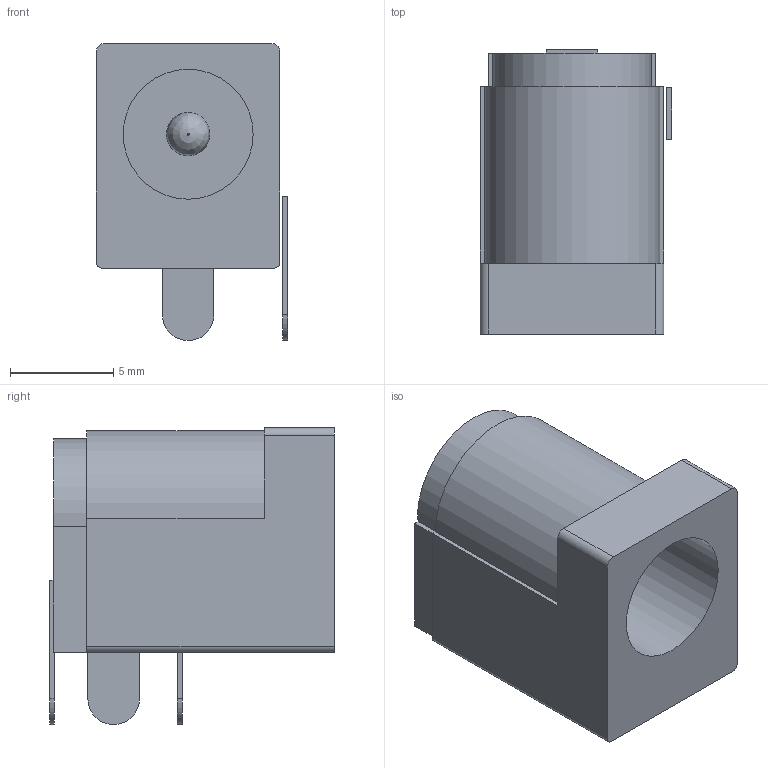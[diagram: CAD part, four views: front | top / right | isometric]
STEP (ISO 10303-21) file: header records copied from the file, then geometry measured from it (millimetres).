
FILE_DESCRIPTION(/* description */ (''),/* implementation_level */ '2;1');
FILE_NAME(/* name */ 'DC-Jack-2.1mm v1.step',/* time_stamp */ '2022-05-21T14:11:09-04:00',/* author */ (''),/* organization */ (''),/* preprocessor_version */ 'ST-DEVELOPER v18.1',/* originating_system */ 'Autodesk Translation Framework v10.10.0.1391',/* authorisation */ '');
FILE_SCHEMA (('AUTOMOTIVE_DESIGN { 1 0 10303 214 3 1 1 }'));
Length unit declared in the file: millimetre
Products named in the file (1): DC-Jack-2.1mm
Bounding box: 9.28 x 13.8 x 14.4 mm (x, y, z)
Volume: 913.3 mm3; surface area: 1020.2 mm2
Topology: 4 solids, 4 shells, 43 faces, 99 edges, 66 vertices
Faces by surface type: plane 31, cylinder 11, bspline 1
Full cylindrical faces by diameter (mm): 2.1 x1, 6.3 x1
Entity records: 1287 total; most frequent: CARTESIAN_POINT 235, DIRECTION 210, ORIENTED_EDGE 198, EDGE_CURVE 99, LINE 74, VECTOR 74, AXIS2_PLACEMENT_3D 68, VERTEX_POINT 66
